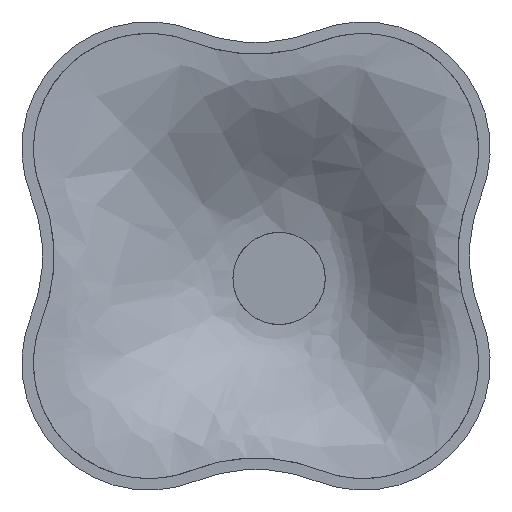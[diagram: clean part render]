
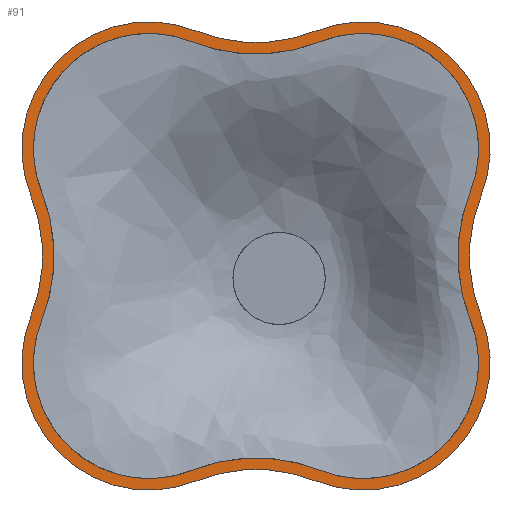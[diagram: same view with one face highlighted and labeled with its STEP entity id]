
A CAD part, top view. The second image highlights one B-rep face of the part: STEP entity #91.
In plain terms, the highlighted planar face has unit normal (0, 0, 1).
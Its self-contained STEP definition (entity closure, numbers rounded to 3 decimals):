
#4 = CIRCLE ( 'NONE', #136, 28. ) ;
#5 = CARTESIAN_POINT ( 'NONE',  ( -10.405, -39.005, 0. ) ) ;
#6 = DIRECTION ( 'NONE',  ( 1., 0., 0. ) ) ;
#7 = DIRECTION ( 'NONE',  ( 0., 0., 1. ) ) ;
#8 = CARTESIAN_POINT ( 'NONE',  ( -18.581, -18.581, 0. ) ) ;
#9 = AXIS2_PLACEMENT_3D ( 'NONE', #8, #7, #6 ) ;
#10 = CIRCLE ( 'NONE', #9, 22. ) ;
#17 = ORIENTED_EDGE ( 'NONE', *, *, #18, .T. ) ;
#18 = EDGE_CURVE ( 'NONE', #84, #19, #10, .T. ) ;
#19 = VERTEX_POINT ( 'NONE', #5 ) ;
#20 = ORIENTED_EDGE ( 'NONE', *, *, #21, .T. ) ;
#21 = EDGE_CURVE ( 'NONE', #19, #22, #4, .T. ) ;
#22 = VERTEX_POINT ( 'NONE', #132 ) ;
#23 = ORIENTED_EDGE ( 'NONE', *, *, #24, .T. ) ;
#24 = EDGE_CURVE ( 'NONE', #22, #73, #131, .T. ) ;
#38 = EDGE_CURVE ( 'NONE', #39, #99, #298, .T. ) ;
#39 = VERTEX_POINT ( 'NONE', #307 ) ;
#40 = ORIENTED_EDGE ( 'NONE', *, *, #41, .F. ) ;
#41 = EDGE_CURVE ( 'NONE', #42, #39, #306, .T. ) ;
#42 = VERTEX_POINT ( 'NONE', #244 ) ;
#43 = ORIENTED_EDGE ( 'NONE', *, *, #85, .F. ) ;
#44 = EDGE_CURVE ( 'NONE', #50, #86, #243, .T. ) ;
#45 = EDGE_CURVE ( 'NONE', #96, #48, #314, .T. ) ;
#46 = EDGE_LOOP ( 'NONE', ( #71, #113, #76, #79, #82, #17, #20, #23 ) ) ;
#47 = EDGE_CURVE ( 'NONE', #48, #50, #305, .T. ) ;
#48 = VERTEX_POINT ( 'NONE', #300 ) ;
#49 = ORIENTED_EDGE ( 'NONE', *, *, #45, .F. ) ;
#50 = VERTEX_POINT ( 'NONE', #299 ) ;
#51 = ORIENTED_EDGE ( 'NONE', *, *, #47, .F. ) ;
#71 = ORIENTED_EDGE ( 'NONE', *, *, #72, .T. ) ;
#72 = EDGE_CURVE ( 'NONE', #73, #74, #241, .T. ) ;
#73 = VERTEX_POINT ( 'NONE', #189 ) ;
#74 = VERTEX_POINT ( 'NONE', #188 ) ;
#75 = VERTEX_POINT ( 'NONE', #187 ) ;
#76 = ORIENTED_EDGE ( 'NONE', *, *, #77, .T. ) ;
#77 = EDGE_CURVE ( 'NONE', #75, #78, #186, .T. ) ;
#78 = VERTEX_POINT ( 'NONE', #338 ) ;
#79 = ORIENTED_EDGE ( 'NONE', *, *, #80, .T. ) ;
#80 = EDGE_CURVE ( 'NONE', #78, #81, #337, .T. ) ;
#81 = VERTEX_POINT ( 'NONE', #332 ) ;
#82 = ORIENTED_EDGE ( 'NONE', *, *, #83, .T. ) ;
#83 = EDGE_CURVE ( 'NONE', #81, #84, #331, .T. ) ;
#84 = VERTEX_POINT ( 'NONE', #326 ) ;
#85 = EDGE_CURVE ( 'NONE', #86, #42, #325, .T. ) ;
#86 = VERTEX_POINT ( 'NONE', #215 ) ;
#87 = ORIENTED_EDGE ( 'NONE', *, *, #44, .F. ) ;
#91 = ADVANCED_FACE ( 'NONE', ( #214, #213 ), #212, .T. ) ;
#92 = EDGE_LOOP ( 'NONE', ( #93, #97, #100, #40, #43, #87, #51, #49 ) ) ;
#93 = ORIENTED_EDGE ( 'NONE', *, *, #94, .F. ) ;
#94 = EDGE_CURVE ( 'NONE', #95, #96, #206, .T. ) ;
#95 = VERTEX_POINT ( 'NONE', #202 ) ;
#96 = VERTEX_POINT ( 'NONE', #150 ) ;
#97 = ORIENTED_EDGE ( 'NONE', *, *, #98, .F. ) ;
#98 = EDGE_CURVE ( 'NONE', #99, #95, #149, .T. ) ;
#99 = VERTEX_POINT ( 'NONE', #144 ) ;
#100 = ORIENTED_EDGE ( 'NONE', *, *, #38, .F. ) ;
#113 = ORIENTED_EDGE ( 'NONE', *, *, #114, .T. ) ;
#114 = EDGE_CURVE ( 'NONE', #74, #75, #889, .T. ) ;
#127 = DIRECTION ( 'NONE',  ( 1., 0., 0. ) ) ;
#128 = DIRECTION ( 'NONE',  ( 0., 0., 1. ) ) ;
#129 = CARTESIAN_POINT ( 'NONE',  ( 18.581, -18.581, 0. ) ) ;
#130 = AXIS2_PLACEMENT_3D ( 'NONE', #129, #128, #127 ) ;
#131 = CIRCLE ( 'NONE', #130, 22. ) ;
#132 = CARTESIAN_POINT ( 'NONE',  ( 10.405, -39.005, 0. ) ) ;
#133 = DIRECTION ( 'NONE',  ( 1., 0., 0. ) ) ;
#134 = DIRECTION ( 'NONE',  ( 0., 0., -1. ) ) ;
#135 = CARTESIAN_POINT ( 'NONE',  ( 0., -65., 0. ) ) ;
#136 = AXIS2_PLACEMENT_3D ( 'NONE', #135, #134, #133 ) ;
#144 = CARTESIAN_POINT ( 'NONE',  ( -11.148, 37.148, 0. ) ) ;
#145 = DIRECTION ( 'NONE',  ( 1., 0., 0. ) ) ;
#146 = DIRECTION ( 'NONE',  ( 0., 0., 1. ) ) ;
#147 = CARTESIAN_POINT ( 'NONE',  ( -18.581, 18.581, 0. ) ) ;
#148 = AXIS2_PLACEMENT_3D ( 'NONE', #147, #146, #145 ) ;
#149 = CIRCLE ( 'NONE', #148, 20. ) ;
#150 = CARTESIAN_POINT ( 'NONE',  ( -37.148, -11.148, 0. ) ) ;
#185 = AXIS2_PLACEMENT_3D ( 'NONE', #341, #340, #339 ) ;
#186 = CIRCLE ( 'NONE', #185, 28. ) ;
#187 = CARTESIAN_POINT ( 'NONE',  ( 10.405, 39.005, 0. ) ) ;
#188 = CARTESIAN_POINT ( 'NONE',  ( 39.005, 10.405, 0. ) ) ;
#189 = CARTESIAN_POINT ( 'NONE',  ( 39.005, -10.405, 0. ) ) ;
#190 = DIRECTION ( 'NONE',  ( 1., 0., 0. ) ) ;
#191 = DIRECTION ( 'NONE',  ( 0., 0., -1. ) ) ;
#198 = DIRECTION ( 'NONE',  ( 1., 0., 0. ) ) ;
#199 = DIRECTION ( 'NONE',  ( 0., 0., 1. ) ) ;
#200 = CARTESIAN_POINT ( 'NONE',  ( 18.581, -18.581, 0. ) ) ;
#201 = AXIS2_PLACEMENT_3D ( 'NONE', #200, #199, #198 ) ;
#202 = CARTESIAN_POINT ( 'NONE',  ( -37.148, 11.148, 0. ) ) ;
#203 = DIRECTION ( 'NONE',  ( 1., 0., 0. ) ) ;
#204 = DIRECTION ( 'NONE',  ( 0., 0., -1. ) ) ;
#205 = AXIS2_PLACEMENT_3D ( 'NONE', #211, #204, #203 ) ;
#206 = CIRCLE ( 'NONE', #205, 30. ) ;
#207 = DIRECTION ( 'NONE',  ( 1., 0., 0. ) ) ;
#208 = DIRECTION ( 'NONE',  ( 0., 0., 1. ) ) ;
#209 = CARTESIAN_POINT ( 'NONE',  ( 41.79, -9.29, 0. ) ) ;
#210 = AXIS2_PLACEMENT_3D ( 'NONE', #209, #208, #207 ) ;
#211 = CARTESIAN_POINT ( 'NONE',  ( -65., 0., 0. ) ) ;
#212 = PLANE ( 'NONE',  #210 ) ;
#213 = FACE_OUTER_BOUND ( 'NONE', #46, .T. ) ;
#214 = FACE_BOUND ( 'NONE', #92, .T. ) ;
#215 = CARTESIAN_POINT ( 'NONE',  ( 37.148, -11.148, 0. ) ) ;
#216 = DIRECTION ( 'NONE',  ( 1., 0., 0. ) ) ;
#238 = CARTESIAN_POINT ( 'NONE',  ( 65., 0., 0. ) ) ;
#239 = AXIS2_PLACEMENT_3D ( 'NONE', #238, #191, #190 ) ;
#241 = CIRCLE ( 'NONE', #239, 28. ) ;
#243 = CIRCLE ( 'NONE', #201, 20. ) ;
#244 = CARTESIAN_POINT ( 'NONE',  ( 37.148, 11.148, 0. ) ) ;
#245 = DIRECTION ( 'NONE',  ( 1., 0., 0. ) ) ;
#246 = DIRECTION ( 'NONE',  ( 0., 0., 1. ) ) ;
#247 = CARTESIAN_POINT ( 'NONE',  ( 18.581, 18.581, 0. ) ) ;
#248 = AXIS2_PLACEMENT_3D ( 'NONE', #247, #246, #245 ) ;
#296 = CARTESIAN_POINT ( 'NONE',  ( 0., 65., 0. ) ) ;
#297 = AXIS2_PLACEMENT_3D ( 'NONE', #296, #309, #308 ) ;
#298 = CIRCLE ( 'NONE', #297, 30. ) ;
#299 = CARTESIAN_POINT ( 'NONE',  ( 11.148, -37.148, 0. ) ) ;
#300 = CARTESIAN_POINT ( 'NONE',  ( -11.148, -37.148, 0. ) ) ;
#301 = DIRECTION ( 'NONE',  ( 1., 0., 0. ) ) ;
#302 = DIRECTION ( 'NONE',  ( 0., 0., -1. ) ) ;
#303 = CARTESIAN_POINT ( 'NONE',  ( 0., -65., 0. ) ) ;
#304 = AXIS2_PLACEMENT_3D ( 'NONE', #303, #302, #301 ) ;
#305 = CIRCLE ( 'NONE', #304, 30. ) ;
#306 = CIRCLE ( 'NONE', #248, 20. ) ;
#307 = CARTESIAN_POINT ( 'NONE',  ( 11.148, 37.148, 0. ) ) ;
#308 = DIRECTION ( 'NONE',  ( 1., 0., 0. ) ) ;
#309 = DIRECTION ( 'NONE',  ( 0., 0., -1. ) ) ;
#310 = DIRECTION ( 'NONE',  ( 1., 0., 0. ) ) ;
#311 = DIRECTION ( 'NONE',  ( 0., 0., 1. ) ) ;
#312 = CARTESIAN_POINT ( 'NONE',  ( -18.581, -18.581, 0. ) ) ;
#313 = AXIS2_PLACEMENT_3D ( 'NONE', #312, #311, #310 ) ;
#314 = CIRCLE ( 'NONE', #313, 20. ) ;
#322 = DIRECTION ( 'NONE',  ( 0., 0., -1. ) ) ;
#323 = CARTESIAN_POINT ( 'NONE',  ( 65., 0., 0. ) ) ;
#324 = AXIS2_PLACEMENT_3D ( 'NONE', #323, #322, #216 ) ;
#325 = CIRCLE ( 'NONE', #324, 30. ) ;
#326 = CARTESIAN_POINT ( 'NONE',  ( -39.005, -10.405, 0. ) ) ;
#327 = DIRECTION ( 'NONE',  ( 1., 0., 0. ) ) ;
#328 = DIRECTION ( 'NONE',  ( 0., 0., -1. ) ) ;
#329 = CARTESIAN_POINT ( 'NONE',  ( -65., 0., 0. ) ) ;
#330 = AXIS2_PLACEMENT_3D ( 'NONE', #329, #328, #327 ) ;
#331 = CIRCLE ( 'NONE', #330, 28. ) ;
#332 = CARTESIAN_POINT ( 'NONE',  ( -39.005, 10.405, 0. ) ) ;
#333 = DIRECTION ( 'NONE',  ( 1., 0., 0. ) ) ;
#334 = DIRECTION ( 'NONE',  ( 0., 0., 1. ) ) ;
#335 = CARTESIAN_POINT ( 'NONE',  ( -18.581, 18.581, 0. ) ) ;
#336 = AXIS2_PLACEMENT_3D ( 'NONE', #335, #334, #333 ) ;
#337 = CIRCLE ( 'NONE', #336, 22. ) ;
#338 = CARTESIAN_POINT ( 'NONE',  ( -10.405, 39.005, 0. ) ) ;
#339 = DIRECTION ( 'NONE',  ( 1., 0., 0. ) ) ;
#340 = DIRECTION ( 'NONE',  ( 0., 0., -1. ) ) ;
#341 = CARTESIAN_POINT ( 'NONE',  ( 0., 65., 0. ) ) ;
#843 = CARTESIAN_POINT ( 'NONE',  ( 18.581, 18.581, 0. ) ) ;
#886 = DIRECTION ( 'NONE',  ( 1., 0., 0. ) ) ;
#887 = DIRECTION ( 'NONE',  ( 0., 0., 1. ) ) ;
#888 = AXIS2_PLACEMENT_3D ( 'NONE', #843, #887, #886 ) ;
#889 = CIRCLE ( 'NONE', #888, 22. ) ;
